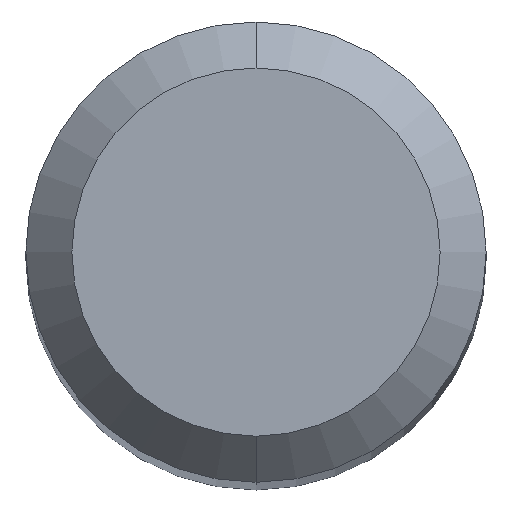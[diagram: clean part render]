
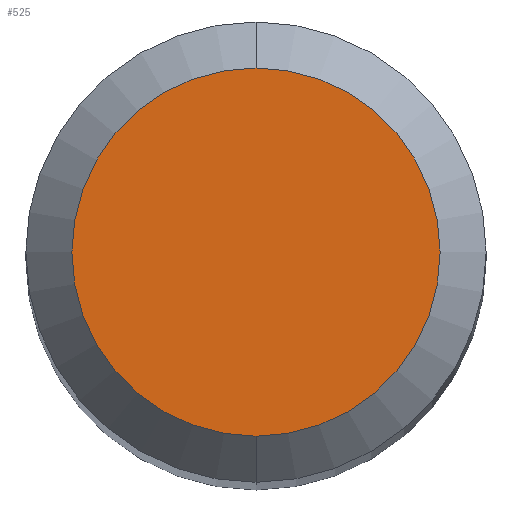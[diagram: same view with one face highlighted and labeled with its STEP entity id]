
A CAD part, top view. The second image highlights one B-rep face of the part: STEP entity #525.
In plain terms, the highlighted planar face has unit normal (0, 0, 1).
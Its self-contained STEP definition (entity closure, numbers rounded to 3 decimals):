
#367=VERTEX_POINT('',#1013);
#485=EDGE_CURVE('',#367,#567,#1140,.T.);
#525=ADVANCED_FACE('',(#1184),#1185,.T.);
#567=VERTEX_POINT('',#1230);
#607=EDGE_CURVE('',#567,#367,#1277,.T.);
#1013=CARTESIAN_POINT('',(0.0,1.2,0.0));
#1140=CIRCLE('',#2266,1.2);
#1184=FACE_OUTER_BOUND('',#2743,.T.);
#1185=PLANE('',#2744);
#1230=CARTESIAN_POINT('',(0.,-1.2,0.0));
#1277=CIRCLE('',#4129,1.2);
#2266=AXIS2_PLACEMENT_3D('',#9668,#9669,#9670);
#2743=EDGE_LOOP('',(#9718,#9719));
#2744=AXIS2_PLACEMENT_3D('',#9720,#9721,#9722);
#4129=AXIS2_PLACEMENT_3D('',#9840,#9841,#9842);
#9668=CARTESIAN_POINT('',(0.0,0.0,0.0));
#9669=DIRECTION('',(0.0,0.0,-1.0));
#9670=DIRECTION('',(0.0,1.0,0.0));
#9718=ORIENTED_EDGE('',*,*,#485,.F.);
#9719=ORIENTED_EDGE('',*,*,#607,.F.);
#9720=CARTESIAN_POINT('',(0.0,0.6,0.0));
#9721=DIRECTION('',(-0.0,0.0,1.0));
#9722=DIRECTION('',(0.0,-1.0,0.0));
#9840=CARTESIAN_POINT('',(0.0,0.0,0.0));
#9841=DIRECTION('',(0.0,0.0,-1.0));
#9842=DIRECTION('',(0.0,1.0,0.0));
